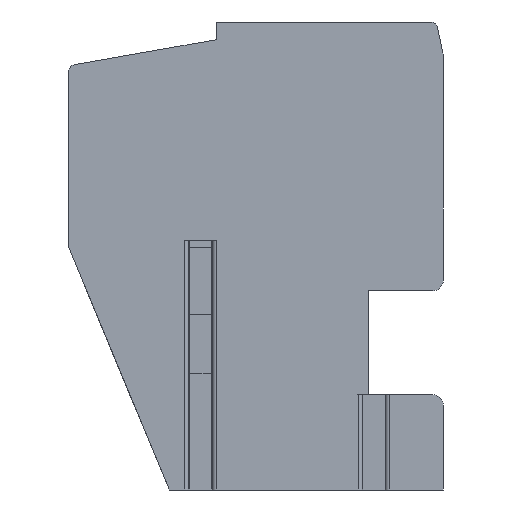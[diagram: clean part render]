
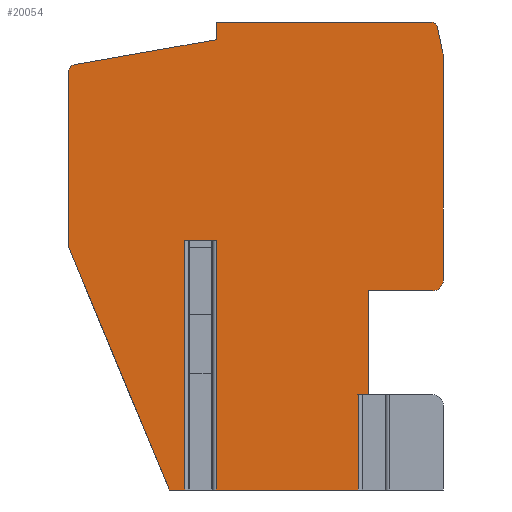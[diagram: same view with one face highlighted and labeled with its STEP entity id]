
A CAD part, left-side view. The second image highlights one B-rep face of the part: STEP entity #20054.
In plain terms, the highlighted planar face has unit normal (-1, 0, 0).
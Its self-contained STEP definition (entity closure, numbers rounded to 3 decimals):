
#18=DIRECTION('',(0.,0.,-1.));
#19=VECTOR('',#18,2.75);
#20=CARTESIAN_POINT('',(0.,-2.949,
-4.));
#21=LINE('',#20,#19);
#22=DIRECTION('',(0.,0.,-1.));
#23=VECTOR('',#22,7.2);
#24=CARTESIAN_POINT('',(0.,1.149,0.45));
#25=LINE('',#24,#23);
#26=DIRECTION('',(0.,1.,0.));
#27=VECTOR('',#26,0.901);
#28=CARTESIAN_POINT('',(0.,1.149,0.45));
#29=LINE('',#28,#27);
#30=DIRECTION('',(0.,0.,-1.));
#31=VECTOR('',#30,7.2);
#32=CARTESIAN_POINT('',(0.,2.05,0.45));
#33=LINE('',#32,#31);
#34=DIRECTION('',(0.,-0.383,-0.924));
#35=VECTOR('',#34,7.577);
#36=CARTESIAN_POINT('',(0.,5.4,0.25));
#37=LINE('',#36,#35);
#38=DIRECTION('',(0.,0.,1.));
#39=VECTOR('',#38,5.072);
#40=CARTESIAN_POINT('',(0.,5.4,0.25));
#41=LINE('',#40,#39);
#42=CARTESIAN_POINT('',(0.,5.2,5.322));
#43=DIRECTION('',(1.,0.,0.));
#44=DIRECTION('',(0.,1.,0.));
#45=AXIS2_PLACEMENT_3D('',#42,#43,#44);
#47=DIRECTION('',(0.,-0.985,0.174));
#48=VECTOR('',#47,4.148);
#49=CARTESIAN_POINT('',(0.,5.235,5.519));
#50=LINE('',#49,#48);
#51=DIRECTION('',(0.,0.,1.));
#52=VECTOR('',#51,0.511);
#53=CARTESIAN_POINT('',(0.,1.15,6.239));
#54=LINE('',#53,#52);
#55=DIRECTION('',(0.,-1.,0.));
#56=VECTOR('',#55,6.188);
#57=CARTESIAN_POINT('',(0.,1.15,6.75));
#58=LINE('',#57,#56);
#59=CARTESIAN_POINT('',(0.,-5.038,6.55));
#60=DIRECTION('',(1.,0.,0.));
#61=DIRECTION('',(0.,0.,1.));
#62=AXIS2_PLACEMENT_3D('',#59,#60,#61);
#64=DIRECTION('',(0.,-0.208,-0.978));
#65=VECTOR('',#64,0.747);
#66=CARTESIAN_POINT('',(0.,-5.234,6.592));
#67=LINE('',#66,#65);
#68=CARTESIAN_POINT('',(0.,-4.9,5.757));
#69=DIRECTION('',(1.,0.,0.));
#70=DIRECTION('',(0.,-0.978,0.208));
#71=AXIS2_PLACEMENT_3D('',#68,#69,#70);
#73=DIRECTION('',(0.,0.,-1.));
#74=VECTOR('',#73,6.457);
#75=CARTESIAN_POINT('',(0.,-5.4,5.757));
#76=LINE('',#75,#74);
#77=CARTESIAN_POINT('',(0.,-5.1,-0.7));
#78=DIRECTION('',(1.,0.,0.));
#79=DIRECTION('',(0.,-1.,0.));
#80=AXIS2_PLACEMENT_3D('',#77,#78,#79);
#82=DIRECTION('',(0.,1.,0.));
#83=VECTOR('',#82,1.85);
#84=CARTESIAN_POINT('',(0.,-5.1,-1.));
#85=LINE('',#84,#83);
#86=DIRECTION('',(0.,0.,-1.));
#87=VECTOR('',#86,3.);
#88=CARTESIAN_POINT('',(0.,-3.25,-1.));
#89=LINE('',#88,#87);
#90=DIRECTION('',(0.,-1.,0.));
#91=VECTOR('',#90,0.301);
#92=CARTESIAN_POINT('',(0.,-2.949,
-4.));
#93=LINE('',#92,#91);
#405=DIRECTION('',(0.,-1.,0.));
#406=VECTOR('',#405,0.45);
#407=CARTESIAN_POINT('',(0.,2.5,-6.75));
#408=LINE('',#407,#406);
#441=DIRECTION('',(0.,-1.,0.));
#442=VECTOR('',#441,4.098);
#443=CARTESIAN_POINT('',(0.,1.149,
-6.75));
#444=LINE('',#443,#442);
#15475=CARTESIAN_POINT('',(0.,5.4,5.322));
#15476=CARTESIAN_POINT('',(0.,5.235,5.519));
#15477=VERTEX_POINT('',#15475);
#15478=VERTEX_POINT('',#15476);
#15479=CARTESIAN_POINT('',(0.,1.15,6.239));
#15480=VERTEX_POINT('',#15479);
#15481=CARTESIAN_POINT('',(0.,1.15,6.75));
#15482=VERTEX_POINT('',#15481);
#15483=CARTESIAN_POINT('',(0.,-5.038,6.75));
#15484=VERTEX_POINT('',#15483);
#15485=CARTESIAN_POINT('',(0.,-5.234,6.592));
#15486=VERTEX_POINT('',#15485);
#15487=CARTESIAN_POINT('',(0.,-5.389,5.86));
#15488=VERTEX_POINT('',#15487);
#15489=CARTESIAN_POINT('',(0.,-5.4,5.757));
#15490=VERTEX_POINT('',#15489);
#15491=CARTESIAN_POINT('',(0.,-5.4,-0.7));
#15492=VERTEX_POINT('',#15491);
#15493=CARTESIAN_POINT('',(0.,-5.1,-1.));
#15494=VERTEX_POINT('',#15493);
#15495=CARTESIAN_POINT('',(0.,-3.25,-1.));
#15496=VERTEX_POINT('',#15495);
#16637=CARTESIAN_POINT('',(0.,5.4,0.25));
#16638=VERTEX_POINT('',#16637);
#16669=CARTESIAN_POINT('',(0.,1.149,
0.45));
#16670=CARTESIAN_POINT('',(0.,2.05,
0.45));
#16671=VERTEX_POINT('',#16669);
#16672=VERTEX_POINT('',#16670);
#16673=CARTESIAN_POINT('',(0.,1.149,
-6.75));
#16674=VERTEX_POINT('',#16673);
#16675=CARTESIAN_POINT('',(0.,2.05,
-6.75));
#16676=VERTEX_POINT('',#16675);
#16689=CARTESIAN_POINT('',(0.,2.5,-6.75));
#16690=VERTEX_POINT('',#16689);
#16701=CARTESIAN_POINT('',(0.,-2.949,
-4.));
#16702=CARTESIAN_POINT('',(0.,-2.949,
-6.75));
#16703=VERTEX_POINT('',#16701);
#16704=VERTEX_POINT('',#16702);
#16705=CARTESIAN_POINT('',(0.,-3.25,-4.));
#16706=VERTEX_POINT('',#16705);
#20007=CARTESIAN_POINT('',(0.,0.,0.));
#20008=DIRECTION('',(1.,0.,0.));
#20009=DIRECTION('',(0.,0.,-1.));
#20010=AXIS2_PLACEMENT_3D('',#20007,#20008,#20009);
#20011=PLANE('',#20010);
#20013=ORIENTED_EDGE('',*,*,#20012,.T.);
#20015=ORIENTED_EDGE('',*,*,#20014,.F.);
#20017=ORIENTED_EDGE('',*,*,#20016,.F.);
#20019=ORIENTED_EDGE('',*,*,#20018,.T.);
#20021=ORIENTED_EDGE('',*,*,#20020,.T.);
#20023=ORIENTED_EDGE('',*,*,#20022,.F.);
#20025=ORIENTED_EDGE('',*,*,#20024,.F.);
#20027=ORIENTED_EDGE('',*,*,#20026,.T.);
#20029=ORIENTED_EDGE('',*,*,#20028,.T.);
#20031=ORIENTED_EDGE('',*,*,#20030,.T.);
#20033=ORIENTED_EDGE('',*,*,#20032,.T.);
#20035=ORIENTED_EDGE('',*,*,#20034,.T.);
#20037=ORIENTED_EDGE('',*,*,#20036,.T.);
#20039=ORIENTED_EDGE('',*,*,#20038,.T.);
#20041=ORIENTED_EDGE('',*,*,#20040,.T.);
#20043=ORIENTED_EDGE('',*,*,#20042,.T.);
#20045=ORIENTED_EDGE('',*,*,#20044,.T.);
#20047=ORIENTED_EDGE('',*,*,#20046,.T.);
#20049=ORIENTED_EDGE('',*,*,#20048,.T.);
#20051=ORIENTED_EDGE('',*,*,#20050,.F.);
#20052=EDGE_LOOP('',(#20013,#20015,#20017,#20019,#20021,#20023,#20025,#20027,
#20029,#20031,#20033,#20035,#20037,#20039,#20041,#20043,#20045,#20047,#20049,
#20051));
#20053=FACE_OUTER_BOUND('',#20052,.F.);
#20054=ADVANCED_FACE('',(#20053),#20011,.F.);
#46=CIRCLE('',#45,0.2);
#63=CIRCLE('',#62,0.2);
#72=CIRCLE('',#71,0.5);
#81=CIRCLE('',#80,0.3);
#20012=EDGE_CURVE('',#16703,#16704,#21,.T.);
#20014=EDGE_CURVE('',#16674,#16704,#444,.T.);
#20016=EDGE_CURVE('',#16671,#16674,#25,.T.);
#20018=EDGE_CURVE('',#16671,#16672,#29,.T.);
#20020=EDGE_CURVE('',#16672,#16676,#33,.T.);
#20022=EDGE_CURVE('',#16690,#16676,#408,.T.);
#20024=EDGE_CURVE('',#16638,#16690,#37,.T.);
#20026=EDGE_CURVE('',#16638,#15477,#41,.T.);
#20028=EDGE_CURVE('',#15477,#15478,#46,.T.);
#20030=EDGE_CURVE('',#15478,#15480,#50,.T.);
#20032=EDGE_CURVE('',#15480,#15482,#54,.T.);
#20034=EDGE_CURVE('',#15482,#15484,#58,.T.);
#20036=EDGE_CURVE('',#15484,#15486,#63,.T.);
#20038=EDGE_CURVE('',#15486,#15488,#67,.T.);
#20040=EDGE_CURVE('',#15488,#15490,#72,.T.);
#20042=EDGE_CURVE('',#15490,#15492,#76,.T.);
#20044=EDGE_CURVE('',#15492,#15494,#81,.T.);
#20046=EDGE_CURVE('',#15494,#15496,#85,.T.);
#20048=EDGE_CURVE('',#15496,#16706,#89,.T.);
#20050=EDGE_CURVE('',#16703,#16706,#93,.T.);
